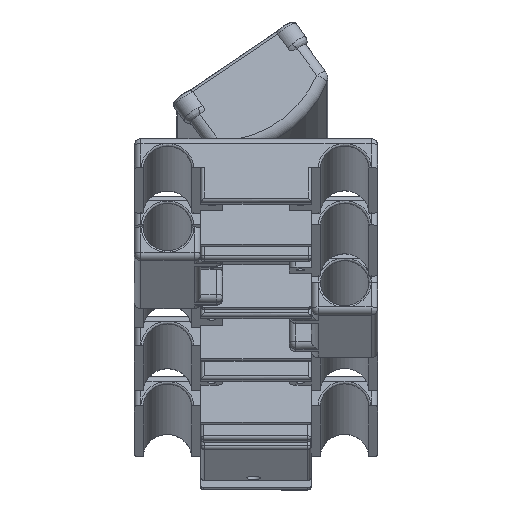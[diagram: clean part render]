
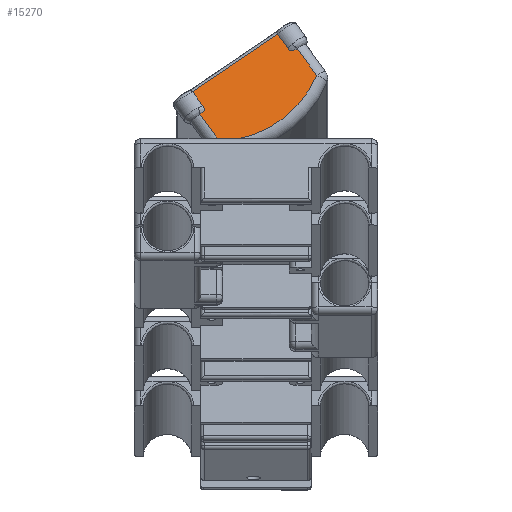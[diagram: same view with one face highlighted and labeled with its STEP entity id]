
A CAD part, left-side view. The second image highlights one B-rep face of the part: STEP entity #15270.
In plain terms, the highlighted planar face has unit normal (-0.966, 0, 0.259).
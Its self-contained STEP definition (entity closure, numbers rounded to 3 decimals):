
#666=CIRCLE('',#16430,49.272);
#1243=PLANE('',#16434);
#1707=FACE_OUTER_BOUND('',#2652,.T.);
#2652=EDGE_LOOP('',(#10986,#10987,#10988,#10989,#10990,#10991,#10992,#10993,
#10994,#10995));
#3711=LINE('',#23192,#4960);
#3713=LINE('',#23203,#4962);
#3722=LINE('',#23691,#4971);
#3724=LINE('',#23765,#4973);
#3726=LINE('',#23784,#4975);
#3729=LINE('',#23805,#4978);
#3738=LINE('',#23822,#4987);
#4960=VECTOR('',#18364,10.);
#4962=VECTOR('',#18370,10.);
#4971=VECTOR('',#18405,10.);
#4973=VECTOR('',#18409,10.);
#4975=VECTOR('',#18431,10.);
#4978=VECTOR('',#18458,10.);
#4987=VECTOR('',#18483,10.);
#6012=B_SPLINE_CURVE_WITH_KNOTS('',3,(#23176,#23177,#23178,#23179,#23180,
#23181,#23182,#23183,#23184,#23185,#23186,#23187,#23188,#23189,#23190,#23191),
 .UNSPECIFIED.,.F.,.F.,(4,2,2,2,2,2,2,4),(0.,0.,0.,
0.002,0.004,0.009,0.015,
0.021),.UNSPECIFIED.);
#6025=B_SPLINE_CURVE_WITH_KNOTS('',3,(#23670,#23671,#23672,#23673,#23674,
#23675,#23676,#23677,#23678,#23679,#23680,#23681,#23682,#23683,#23684,#23685),
 .UNSPECIFIED.,.F.,.F.,(4,2,2,2,2,2,2,4),(0.,0.098,0.188,
0.275,0.315,0.348,0.349,
0.349),.UNSPECIFIED.);
#6593=VERTEX_POINT('',#23067);
#6596=VERTEX_POINT('',#23174);
#6597=VERTEX_POINT('',#23175);
#6599=VERTEX_POINT('',#23201);
#6620=VERTEX_POINT('',#23619);
#6624=VERTEX_POINT('',#23668);
#6625=VERTEX_POINT('',#23669);
#6628=VERTEX_POINT('',#23764);
#6635=VERTEX_POINT('',#23780);
#6639=VERTEX_POINT('',#23797);
#8210=EDGE_CURVE('',#6596,#6597,#6012,.T.);
#8211=EDGE_CURVE('',#6593,#6596,#3711,.T.);
#8215=EDGE_CURVE('',#6597,#6599,#3713,.T.);
#8246=EDGE_CURVE('',#6624,#6625,#6025,.F.);
#8248=EDGE_CURVE('',#6624,#6620,#3722,.T.);
#8252=EDGE_CURVE('',#6628,#6625,#3724,.T.);
#8261=EDGE_CURVE('',#6593,#6635,#3726,.T.);
#8272=EDGE_CURVE('',#6639,#6620,#3729,.T.);
#8276=EDGE_CURVE('',#6635,#6639,#666,.T.);
#8283=EDGE_CURVE('',#6628,#6599,#3738,.T.);
#10986=ORIENTED_EDGE('',*,*,#8272,.F.);
#10987=ORIENTED_EDGE('',*,*,#8276,.F.);
#10988=ORIENTED_EDGE('',*,*,#8261,.F.);
#10989=ORIENTED_EDGE('',*,*,#8211,.T.);
#10990=ORIENTED_EDGE('',*,*,#8210,.T.);
#10991=ORIENTED_EDGE('',*,*,#8215,.T.);
#10992=ORIENTED_EDGE('',*,*,#8283,.F.);
#10993=ORIENTED_EDGE('',*,*,#8252,.T.);
#10994=ORIENTED_EDGE('',*,*,#8246,.F.);
#10995=ORIENTED_EDGE('',*,*,#8248,.T.);
#15270=ADVANCED_FACE('',(#1707),#1243,.T.);
#16430=AXIS2_PLACEMENT_3D('',#23811,#18467,#18468);
#16434=AXIS2_PLACEMENT_3D('',#23821,#18481,#18482);
#18364=DIRECTION('',(-0.148,0.819,-0.554));
#18370=DIRECTION('',(0.212,0.574,0.791));
#18405=DIRECTION('',(-0.148,0.819,-0.554));
#18409=DIRECTION('',(-0.212,-0.574,-0.791));
#18431=DIRECTION('',(-0.212,-0.574,-0.791));
#18458=DIRECTION('',(0.212,0.574,0.791));
#18467=DIRECTION('center_axis',(0.966,0.,
-0.259));
#18468=DIRECTION('ref_axis',(-0.212,-0.574,-0.791));
#18481=DIRECTION('center_axis',(-0.966,0.,
0.259));
#18482=DIRECTION('ref_axis',(0.259,0.,0.966));
#18483=DIRECTION('',(0.148,-0.819,0.554));
#23067=CARTESIAN_POINT('',(60.575,67.878,-30.786));
#23174=CARTESIAN_POINT('',(60.299,69.402,-31.817));
#23175=CARTESIAN_POINT('',(60.524,71.838,-30.979));
#23176=CARTESIAN_POINT('Ctrl Pts',(60.299,69.402,-31.817));
#23177=CARTESIAN_POINT('Ctrl Pts',(60.299,69.402,-31.817));
#23178=CARTESIAN_POINT('Ctrl Pts',(60.299,69.402,-31.817));
#23179=CARTESIAN_POINT('Ctrl Pts',(60.299,69.402,-31.817));
#23180=CARTESIAN_POINT('Ctrl Pts',(60.299,69.403,-31.817));
#23181=CARTESIAN_POINT('Ctrl Pts',(60.298,69.409,-31.822));
#23182=CARTESIAN_POINT('Ctrl Pts',(60.294,69.433,-31.836));
#23183=CARTESIAN_POINT('Ctrl Pts',(60.283,69.529,-31.877));
#23184=CARTESIAN_POINT('Ctrl Pts',(60.277,69.599,-31.901));
#23185=CARTESIAN_POINT('Ctrl Pts',(60.261,69.87,-31.961));
#23186=CARTESIAN_POINT('Ctrl Pts',(60.258,70.099,-31.972));
#23187=CARTESIAN_POINT('Ctrl Pts',(60.281,70.618,-31.884));
#23188=CARTESIAN_POINT('Ctrl Pts',(60.308,70.888,-31.785));
#23189=CARTESIAN_POINT('Ctrl Pts',(60.395,71.416,-31.459));
#23190=CARTESIAN_POINT('Ctrl Pts',(60.455,71.651,-31.237));
#23191=CARTESIAN_POINT('Ctrl Pts',(60.524,71.838,-30.979));
#23192=CARTESIAN_POINT('',(58.97,76.737,-36.778));
#23201=CARTESIAN_POINT('',(62.303,76.651,-24.339));
#23203=CARTESIAN_POINT('',(62.621,77.512,-23.152));
#23619=CARTESIAN_POINT('',(52.612,111.819,-60.506));
#23668=CARTESIAN_POINT('',(52.886,110.309,-59.484));
#23669=CARTESIAN_POINT('',(53.554,110.292,-56.991));
#23670=CARTESIAN_POINT('Ctrl Pts',(53.554,110.292,-56.991));
#23671=CARTESIAN_POINT('Ctrl Pts',(53.485,110.105,-57.249));
#23672=CARTESIAN_POINT('Ctrl Pts',(53.407,109.969,-57.538));
#23673=CARTESIAN_POINT('Ctrl Pts',(53.249,109.833,-58.128));
#23674=CARTESIAN_POINT('Ctrl Pts',(53.175,109.829,-58.406));
#23675=CARTESIAN_POINT('Ctrl Pts',(53.041,109.921,-58.906));
#23676=CARTESIAN_POINT('Ctrl Pts',(52.986,110.01,-59.11));
#23677=CARTESIAN_POINT('Ctrl Pts',(52.926,110.161,-59.335));
#23678=CARTESIAN_POINT('Ctrl Pts',(52.911,110.207,-59.39));
#23679=CARTESIAN_POINT('Ctrl Pts',(52.891,110.28,-59.463));
#23680=CARTESIAN_POINT('Ctrl Pts',(52.887,110.302,-59.48));
#23681=CARTESIAN_POINT('Ctrl Pts',(52.886,110.308,-59.484));
#23682=CARTESIAN_POINT('Ctrl Pts',(52.886,110.309,-59.484));
#23683=CARTESIAN_POINT('Ctrl Pts',(52.886,110.309,-59.484));
#23684=CARTESIAN_POINT('Ctrl Pts',(52.886,110.309,-59.484));
#23685=CARTESIAN_POINT('Ctrl Pts',(52.886,110.309,-59.484));
#23691=CARTESIAN_POINT('',(58.97,76.737,-36.778));
#23764=CARTESIAN_POINT('',(55.334,115.107,-50.348));
#23765=CARTESIAN_POINT('',(55.652,115.968,-49.162));
#23780=CARTESIAN_POINT('',(57.317,59.063,-42.946));
#23784=CARTESIAN_POINT('',(56.971,58.126,-44.238));
#23797=CARTESIAN_POINT('',(49.354,103.004,-72.665));
#23805=CARTESIAN_POINT('',(49.432,103.215,-72.375));
#23811=CARTESIAN_POINT('Origin',(62.098,104.741,-25.101));
#23821=CARTESIAN_POINT('Origin',(53.201,80.671,-58.309));
#23822=CARTESIAN_POINT('',(61.196,82.76,-28.47));
